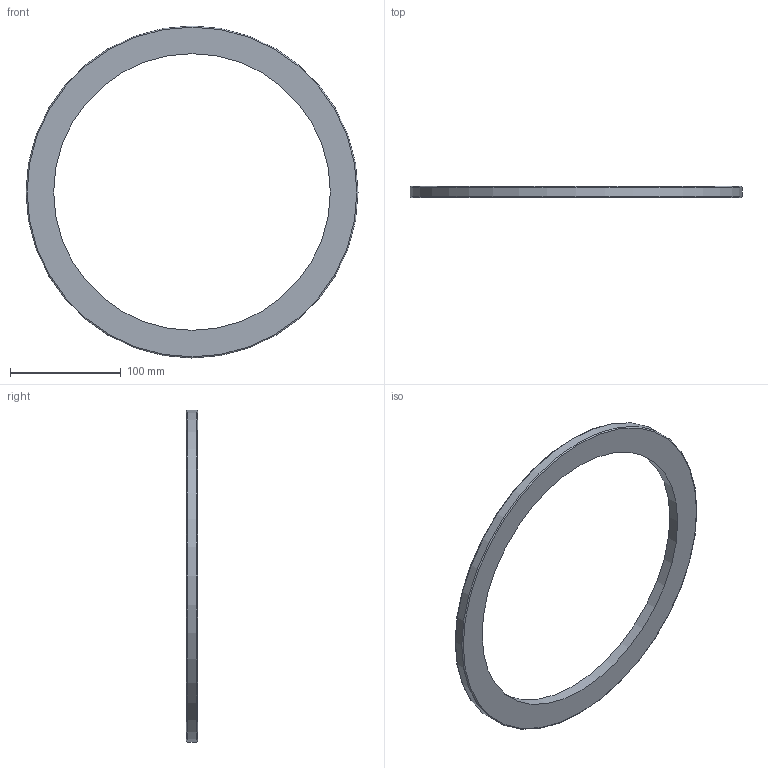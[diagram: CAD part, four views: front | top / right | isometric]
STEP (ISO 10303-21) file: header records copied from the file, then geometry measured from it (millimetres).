
FILE_DESCRIPTION(/* description */ (''),/* implementation_level */ '2;1');
FILE_NAME(/* name */ 'disque_int.stp',/* time_stamp */ '2020-12-09T16:37:35+01:00',/* author */ ('Jean-Michel'),/* organization */ (''),/* preprocessor_version */ 'ST-DEVELOPER v18.1',/* originating_system */ 'Autodesk Inventor 2021',/* authorisation */ '');
FILE_SCHEMA (('AUTOMOTIVE_DESIGN { 1 0 10303 214 3 1 1 }'));
Length unit declared in the file: millimetre
Products named in the file (1): disque
Bounding box: 300 x 10 x 300 mm (x, y, z)
Volume: 215580.6 mm3; surface area: 59665.7 mm2
Topology: 1 solids, 1 shells, 6 faces, 18 edges, 14 vertices
Faces by surface type: cylinder 2, torus 2, plane 2
Full cylindrical faces by diameter (mm): 250 x1, 300 x1
Entity records: 271 total; most frequent: DIRECTION 48, CARTESIAN_POINT 39, ORIENTED_EDGE 36, AXIS2_PLACEMENT_3D 23, EDGE_CURVE 18, CIRCLE 16, VERTEX_POINT 14, EDGE_LOOP 8
